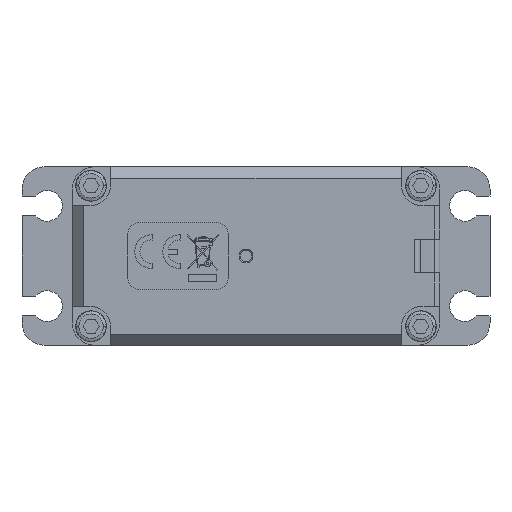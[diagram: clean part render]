
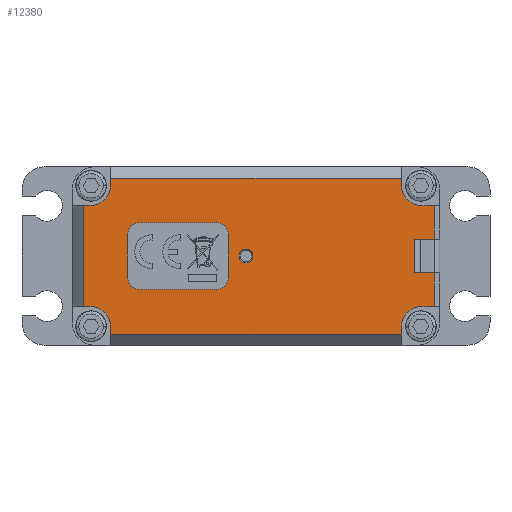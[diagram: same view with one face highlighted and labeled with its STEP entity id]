
A CAD part, front view. The second image highlights one B-rep face of the part: STEP entity #12380.
In plain terms, the highlighted planar face has unit normal (0, -1, 0).
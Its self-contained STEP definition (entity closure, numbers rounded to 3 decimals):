
#607=DIRECTION('',(0.,0.,-1.));
#608=VECTOR('',#607,8.);
#609=CARTESIAN_POINT('',(-23.,-40.5,4.));
#610=LINE('',#609,#608);
#614=DIRECTION('',(1.,0.,0.));
#615=VECTOR('',#614,14.);
#616=CARTESIAN_POINT('',(-21.,-40.5,-6.));
#617=LINE('',#616,#615);
#621=DIRECTION('',(0.,0.,1.));
#622=VECTOR('',#621,8.);
#623=CARTESIAN_POINT('',(-5.,-40.5,-4.));
#624=LINE('',#623,#622);
#628=DIRECTION('',(-1.,0.,0.));
#629=VECTOR('',#628,14.);
#630=CARTESIAN_POINT('',(-7.,-40.5,6.));
#631=LINE('',#630,#629);
#635=CARTESIAN_POINT('',(-1.8,-40.5,0.));
#636=DIRECTION('',(0.,1.,0.));
#637=DIRECTION('',(1.,0.,0.));
#638=AXIS2_PLACEMENT_3D('',#635,#636,#637);
#643=CARTESIAN_POINT('',(-1.8,-40.5,0.));
#644=DIRECTION('',(0.,1.,0.));
#645=DIRECTION('',(-1.,0.,0.));
#646=AXIS2_PLACEMENT_3D('',#643,#644,#645);
#651=DIRECTION('',(0.,0.,1.));
#652=VECTOR('',#651,6.);
#653=CARTESIAN_POINT('',(28.5,-40.5,-3.));
#654=LINE('',#653,#652);
#658=DIRECTION('',(0.,0.,-1.));
#659=VECTOR('',#658,6.1);
#660=CARTESIAN_POINT('',(32.,-40.5,-3.));
#661=LINE('',#660,#659);
#665=DIRECTION('',(-1.,0.,0.));
#666=VECTOR('',#665,2.4);
#667=CARTESIAN_POINT('',(32.,-40.5,-9.1));
#668=LINE('',#667,#666);
#672=CARTESIAN_POINT('',(29.6,-40.5,-12.6));
#673=DIRECTION('',(0.,-1.,0.));
#674=DIRECTION('',(0.,0.,1.));
#675=AXIS2_PLACEMENT_3D('',#672,#673,#674);
#680=DIRECTION('',(0.,0.,1.));
#681=VECTOR('',#680,1.4);
#682=CARTESIAN_POINT('',(26.1,-40.5,-14.));
#683=LINE('',#682,#681);
#687=DIRECTION('',(-1.,0.,0.));
#688=VECTOR('',#687,52.2);
#689=CARTESIAN_POINT('',(26.1,-40.5,-14.));
#690=LINE('',#689,#688);
#694=DIRECTION('',(0.,0.,1.));
#695=VECTOR('',#694,1.4);
#696=CARTESIAN_POINT('',(-26.1,-40.5,-14.));
#697=LINE('',#696,#695);
#701=CARTESIAN_POINT('',(-29.6,-40.5,-12.6));
#702=DIRECTION('',(0.,-1.,0.));
#703=DIRECTION('',(1.,0.,0.));
#704=AXIS2_PLACEMENT_3D('',#701,#702,#703);
#709=DIRECTION('',(1.,0.,0.));
#710=VECTOR('',#709,1.4);
#711=CARTESIAN_POINT('',(-31.,-40.5,-9.1));
#712=LINE('',#711,#710);
#716=DIRECTION('',(0.,0.,-1.));
#717=VECTOR('',#716,18.2);
#718=CARTESIAN_POINT('',(-31.,-40.5,9.1));
#719=LINE('',#718,#717);
#723=DIRECTION('',(1.,0.,0.));
#724=VECTOR('',#723,1.4);
#725=CARTESIAN_POINT('',(-31.,-40.5,9.1));
#726=LINE('',#725,#724);
#730=CARTESIAN_POINT('',(-29.6,-40.5,12.6));
#731=DIRECTION('',(0.,-1.,0.));
#732=DIRECTION('',(0.,0.,-1.));
#733=AXIS2_PLACEMENT_3D('',#730,#731,#732);
#738=DIRECTION('',(0.,0.,-1.));
#739=VECTOR('',#738,1.4);
#740=CARTESIAN_POINT('',(-26.1,-40.5,14.));
#741=LINE('',#740,#739);
#745=DIRECTION('',(1.,0.,0.));
#746=VECTOR('',#745,52.2);
#747=CARTESIAN_POINT('',(-26.1,-40.5,14.));
#748=LINE('',#747,#746);
#752=DIRECTION('',(0.,0.,-1.));
#753=VECTOR('',#752,1.4);
#754=CARTESIAN_POINT('',(26.1,-40.5,14.));
#755=LINE('',#754,#753);
#759=CARTESIAN_POINT('',(29.6,-40.5,12.6));
#760=DIRECTION('',(0.,-1.,0.));
#761=DIRECTION('',(-1.,0.,0.));
#762=AXIS2_PLACEMENT_3D('',#759,#760,#761);
#767=DIRECTION('',(-1.,0.,0.));
#768=VECTOR('',#767,2.4);
#769=CARTESIAN_POINT('',(32.,-40.5,9.1));
#770=LINE('',#769,#768);
#774=DIRECTION('',(0.,0.,-1.));
#775=VECTOR('',#774,6.1);
#776=CARTESIAN_POINT('',(32.,-40.5,9.1));
#777=LINE('',#776,#775);
#795=CARTESIAN_POINT('',(-21.,-40.5,4.));
#796=DIRECTION('',(0.,1.,0.));
#797=DIRECTION('',(-1.,0.,0.));
#798=AXIS2_PLACEMENT_3D('',#795,#796,#797);
#3011=CARTESIAN_POINT('',(-7.,-40.5,4.));
#3012=DIRECTION('',(0.,1.,0.));
#3013=DIRECTION('',(0.,0.,1.));
#3014=AXIS2_PLACEMENT_3D('',#3011,#3012,#3013);
#3033=CARTESIAN_POINT('',(-7.,-40.5,-4.));
#3034=DIRECTION('',(0.,1.,0.));
#3035=DIRECTION('',(1.,0.,0.));
#3036=AXIS2_PLACEMENT_3D('',#3033,#3034,#3035);
#3055=CARTESIAN_POINT('',(-21.,-40.5,-4.));
#3056=DIRECTION('',(0.,1.,0.));
#3057=DIRECTION('',(0.,0.,-1.));
#3058=AXIS2_PLACEMENT_3D('',#3055,#3056,#3057);
#9676=DIRECTION('',(1.,0.,0.));
#9677=VECTOR('',#9676,3.5);
#9678=CARTESIAN_POINT('',(28.5,-40.5,3.));
#9679=LINE('',#9678,#9677);
#9711=DIRECTION('',(-1.,0.,0.));
#9712=VECTOR('',#9711,3.5);
#9713=CARTESIAN_POINT('',(32.,-40.5,-3.));
#9714=LINE('',#9713,#9712);
#10255=CARTESIAN_POINT('',(-29.6,-40.5,9.1));
#10256=CARTESIAN_POINT('',(-26.1,-40.5,12.6));
#10257=VERTEX_POINT('',#10255);
#10258=VERTEX_POINT('',#10256);
#10259=CARTESIAN_POINT('',(-26.1,-40.5,-12.6));
#10260=CARTESIAN_POINT('',(-29.6,-40.5,-9.1));
#10261=VERTEX_POINT('',#10259);
#10262=VERTEX_POINT('',#10260);
#10263=CARTESIAN_POINT('',(26.1,-40.5,12.6));
#10264=CARTESIAN_POINT('',(29.6,-40.5,9.1));
#10265=VERTEX_POINT('',#10263);
#10266=VERTEX_POINT('',#10264);
#10267=CARTESIAN_POINT('',(29.6,-40.5,-9.1));
#10268=CARTESIAN_POINT('',(26.1,-40.5,-12.6));
#10269=VERTEX_POINT('',#10267);
#10270=VERTEX_POINT('',#10268);
#10320=CARTESIAN_POINT('',(26.1,-40.5,14.));
#10322=VERTEX_POINT('',#10320);
#10323=CARTESIAN_POINT('',(-26.1,-40.5,14.));
#10324=VERTEX_POINT('',#10323);
#10328=CARTESIAN_POINT('',(-26.1,-40.5,-14.));
#10330=VERTEX_POINT('',#10328);
#10331=CARTESIAN_POINT('',(26.1,-40.5,-14.));
#10332=VERTEX_POINT('',#10331);
#10335=CARTESIAN_POINT('',(-31.,-40.5,-9.1));
#10337=VERTEX_POINT('',#10335);
#10341=CARTESIAN_POINT('',(-31.,-40.5,9.1));
#10342=VERTEX_POINT('',#10341);
#10843=CARTESIAN_POINT('',(-23.,-40.5,4.));
#10844=VERTEX_POINT('',#10843);
#10845=CARTESIAN_POINT('',(-21.,-40.5,6.));
#10846=VERTEX_POINT('',#10845);
#10851=CARTESIAN_POINT('',(-21.,-40.5,-6.));
#10852=VERTEX_POINT('',#10851);
#10853=CARTESIAN_POINT('',(-23.,-40.5,-4.));
#10854=VERTEX_POINT('',#10853);
#10859=CARTESIAN_POINT('',(-5.,-40.5,-4.));
#10860=VERTEX_POINT('',#10859);
#10861=CARTESIAN_POINT('',(-7.,-40.5,-6.));
#10862=VERTEX_POINT('',#10861);
#10867=CARTESIAN_POINT('',(-7.,-40.5,6.));
#10868=VERTEX_POINT('',#10867);
#10869=CARTESIAN_POINT('',(-5.,-40.5,4.));
#10870=VERTEX_POINT('',#10869);
#11255=CARTESIAN_POINT('',(-0.55,-40.5,0.));
#11256=CARTESIAN_POINT('',(-3.05,-40.5,0.));
#11257=VERTEX_POINT('',#11255);
#11258=VERTEX_POINT('',#11256);
#11263=CARTESIAN_POINT('',(32.,-40.5,9.1));
#11265=VERTEX_POINT('',#11263);
#11267=CARTESIAN_POINT('',(32.,-40.5,-9.1));
#11268=VERTEX_POINT('',#11267);
#11574=CARTESIAN_POINT('',(32.,-40.5,-3.));
#11576=VERTEX_POINT('',#11574);
#11578=CARTESIAN_POINT('',(32.,-40.5,3.));
#11580=VERTEX_POINT('',#11578);
#11885=CARTESIAN_POINT('',(28.5,-40.5,-3.));
#11886=CARTESIAN_POINT('',(28.5,-40.5,3.));
#11887=VERTEX_POINT('',#11885);
#11888=VERTEX_POINT('',#11886);
#12313=CARTESIAN_POINT('',(-33.,-40.5,16.));
#12314=DIRECTION('',(0.,-1.,0.));
#12315=DIRECTION('',(1.,0.,0.));
#12316=AXIS2_PLACEMENT_3D('',#12313,#12314,#12315);
#12317=PLANE('',#12316);
#12319=ORIENTED_EDGE('',*,*,#12318,.F.);
#12321=ORIENTED_EDGE('',*,*,#12320,.F.);
#12323=ORIENTED_EDGE('',*,*,#12322,.T.);
#12325=ORIENTED_EDGE('',*,*,#12324,.T.);
#12327=ORIENTED_EDGE('',*,*,#12326,.T.);
#12329=ORIENTED_EDGE('',*,*,#12328,.F.);
#12331=ORIENTED_EDGE('',*,*,#12330,.T.);
#12333=ORIENTED_EDGE('',*,*,#12332,.T.);
#12335=ORIENTED_EDGE('',*,*,#12334,.T.);
#12336=ORIENTED_EDGE('',*,*,#12297,.F.);
#12337=ORIENTED_EDGE('',*,*,#12279,.F.);
#12339=ORIENTED_EDGE('',*,*,#12338,.T.);
#12341=ORIENTED_EDGE('',*,*,#12340,.T.);
#12343=ORIENTED_EDGE('',*,*,#12342,.F.);
#12344=ORIENTED_EDGE('',*,*,#11927,.T.);
#12345=ORIENTED_EDGE('',*,*,#11953,.T.);
#12347=ORIENTED_EDGE('',*,*,#12346,.T.);
#12349=ORIENTED_EDGE('',*,*,#12348,.F.);
#12351=ORIENTED_EDGE('',*,*,#12350,.T.);
#12353=ORIENTED_EDGE('',*,*,#12352,.F.);
#12354=EDGE_LOOP('',(#12319,#12321,#12323,#12325,#12327,#12329,#12331,#12333,
#12335,#12336,#12337,#12339,#12341,#12343,#12344,#12345,#12347,#12349,#12351,
#12353));
#12355=FACE_OUTER_BOUND('',#12354,.F.);
#12357=ORIENTED_EDGE('',*,*,#12356,.F.);
#12359=ORIENTED_EDGE('',*,*,#12358,.F.);
#12360=EDGE_LOOP('',(#12357,#12359));
#12361=FACE_BOUND('',#12360,.F.);
#12363=ORIENTED_EDGE('',*,*,#12362,.T.);
#12365=ORIENTED_EDGE('',*,*,#12364,.F.);
#12367=ORIENTED_EDGE('',*,*,#12366,.T.);
#12369=ORIENTED_EDGE('',*,*,#12368,.F.);
#12371=ORIENTED_EDGE('',*,*,#12370,.T.);
#12373=ORIENTED_EDGE('',*,*,#12372,.F.);
#12375=ORIENTED_EDGE('',*,*,#12374,.T.);
#12377=ORIENTED_EDGE('',*,*,#12376,.F.);
#12378=EDGE_LOOP('',(#12363,#12365,#12367,#12369,#12371,#12373,#12375,#12377));
#12379=FACE_BOUND('',#12378,.F.);
#12380=ADVANCED_FACE('',(#12355,#12361,#12379),#12317,.T.);
#639=CIRCLE('',#638,1.25);
#647=CIRCLE('',#646,1.25);
#676=CIRCLE('',#675,3.5);
#705=CIRCLE('',#704,3.5);
#734=CIRCLE('',#733,3.5);
#763=CIRCLE('',#762,3.5);
#799=CIRCLE('',#798,2.);
#3015=CIRCLE('',#3014,2.);
#3037=CIRCLE('',#3036,2.);
#3059=CIRCLE('',#3058,2.);
#11927=EDGE_CURVE('',#10324,#10322,#748,.T.);
#11953=EDGE_CURVE('',#10322,#10265,#755,.T.);
#12279=EDGE_CURVE('',#10342,#10337,#719,.T.);
#12297=EDGE_CURVE('',#10337,#10262,#712,.T.);
#12318=EDGE_CURVE('',#11887,#11888,#654,.T.);
#12320=EDGE_CURVE('',#11576,#11887,#9714,.T.);
#12322=EDGE_CURVE('',#11576,#11268,#661,.T.);
#12324=EDGE_CURVE('',#11268,#10269,#668,.T.);
#12326=EDGE_CURVE('',#10269,#10270,#676,.T.);
#12328=EDGE_CURVE('',#10332,#10270,#683,.T.);
#12330=EDGE_CURVE('',#10332,#10330,#690,.T.);
#12332=EDGE_CURVE('',#10330,#10261,#697,.T.);
#12334=EDGE_CURVE('',#10261,#10262,#705,.T.);
#12338=EDGE_CURVE('',#10342,#10257,#726,.T.);
#12340=EDGE_CURVE('',#10257,#10258,#734,.T.);
#12342=EDGE_CURVE('',#10324,#10258,#741,.T.);
#12346=EDGE_CURVE('',#10265,#10266,#763,.T.);
#12348=EDGE_CURVE('',#11265,#10266,#770,.T.);
#12350=EDGE_CURVE('',#11265,#11580,#777,.T.);
#12352=EDGE_CURVE('',#11888,#11580,#9679,.T.);
#12356=EDGE_CURVE('',#11257,#11258,#639,.T.);
#12358=EDGE_CURVE('',#11258,#11257,#647,.T.);
#12362=EDGE_CURVE('',#10844,#10854,#610,.T.);
#12364=EDGE_CURVE('',#10852,#10854,#3059,.T.);
#12366=EDGE_CURVE('',#10852,#10862,#617,.T.);
#12368=EDGE_CURVE('',#10860,#10862,#3037,.T.);
#12370=EDGE_CURVE('',#10860,#10870,#624,.T.);
#12372=EDGE_CURVE('',#10868,#10870,#3015,.T.);
#12374=EDGE_CURVE('',#10868,#10846,#631,.T.);
#12376=EDGE_CURVE('',#10844,#10846,#799,.T.);
